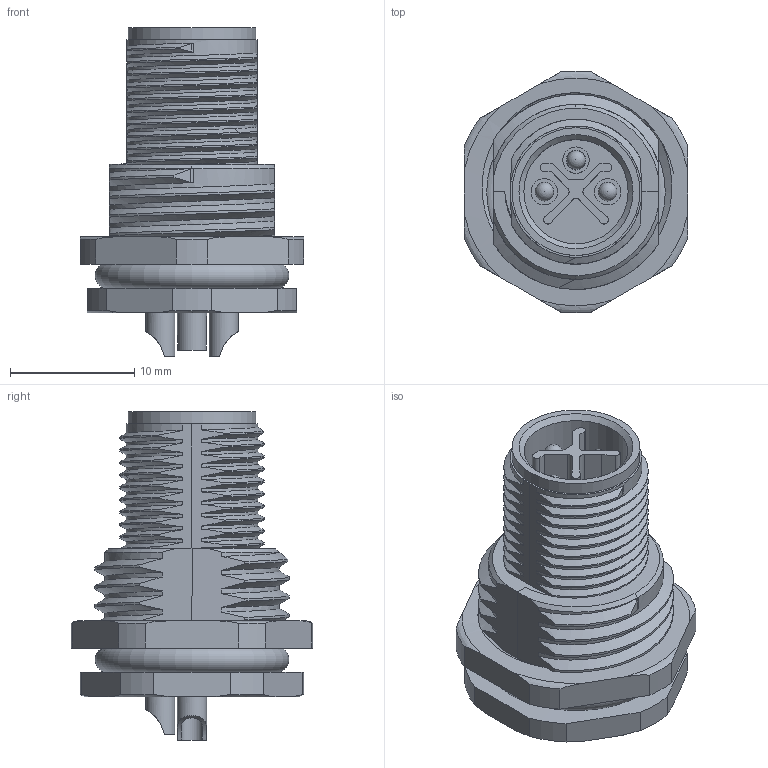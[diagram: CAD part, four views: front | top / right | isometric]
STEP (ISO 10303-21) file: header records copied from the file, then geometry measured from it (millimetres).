
FILE_DESCRIPTION(/* description */ (''),/* implementation_level */ '2;1');
FILE_NAME(/* name */ '3D_1630043132503-M12-M04S-BKR-M16-C_V1.0_stp.stp',/* time_stamp */ '2024-03-19T16:57:58+08:00',/* author */ (''),/* organization */ (''),/* preprocessor_version */ 'ST-DEVELOPER v18.1',/* originating_system */ 'SIEMENS PLM Software NX 1980',/* authorisation */ '');
FILE_SCHEMA (('AUTOMOTIVE_DESIGN { 1 0 10303 214 3 1 1 1 }'));
Length unit declared in the file: millimetre
Products named in the file (1): 3D_1630043132503-M12-M04S-BKR-M16-C_V1.0_stp
Bounding box: 18 x 19.48 x 26.5 mm (x, y, z)
Volume: 2904.5 mm3; surface area: 2946.1 mm2
Topology: 1 solids, 2 shells, 260 faces, 762 edges, 507 vertices
Faces by surface type: cylinder 107, plane 58, bspline 54, cone 23, torus 14, sphere 4
Full cylindrical faces by diameter (mm): 1.5 x3, 1.6 x1, 1.75 x3, 2.12 x3, 2.35 x3, 8.4 x1, 9.3 x1, 10.3 x1, 13 x1
Entity records: 20353 total; most frequent: CARTESIAN_POINT 14563, ORIENTED_EDGE 1412, DIRECTION 816, EDGE_CURVE 706, VERTEX_POINT 483, B_SPLINE_CURVE_WITH_KNOTS 405, AXIS2_PLACEMENT_3D 308, EDGE_LOOP 302
